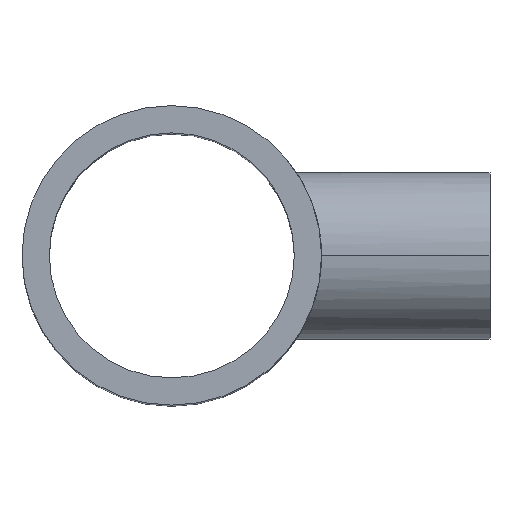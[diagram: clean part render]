
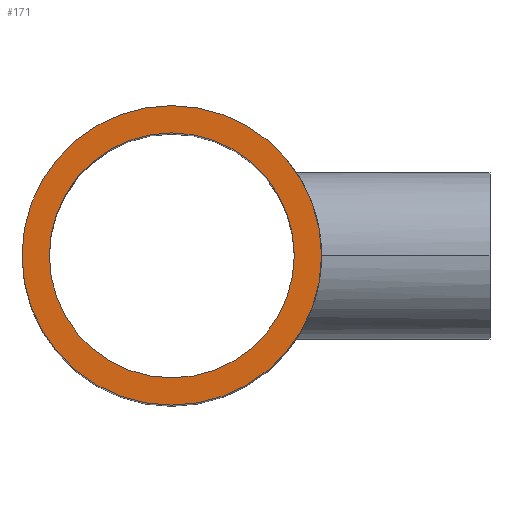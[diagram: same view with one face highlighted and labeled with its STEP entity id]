
A CAD part, top view. The second image highlights one B-rep face of the part: STEP entity #171.
In plain terms, the highlighted planar face has unit normal (0, 0, 1).
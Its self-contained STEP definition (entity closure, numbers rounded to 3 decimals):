
#8 = CARTESIAN_POINT ( 'NONE',  ( -112.5, 0., 263.5 ) ) ;
#16 = EDGE_CURVE ( 'NONE', #508, #194, #423, .T. ) ;
#33 = DIRECTION ( 'NONE',  ( 1., 0., 0. ) ) ;
#56 = DIRECTION ( 'NONE',  ( 1., 0., 0. ) ) ;
#74 = VERTEX_POINT ( 'NONE', #260 ) ;
#79 = EDGE_LOOP ( 'NONE', ( #299, #610 ) ) ;
#88 = DIRECTION ( 'NONE',  ( 0., 0., 1. ) ) ;
#122 = DIRECTION ( 'NONE',  ( 0., 0., 1. ) ) ;
#135 = FACE_OUTER_BOUND ( 'NONE', #79, .T. ) ;
#147 = CIRCLE ( 'NONE', #239, 92. ) ;
#152 = CARTESIAN_POINT ( 'NONE',  ( 0., 0., 263.5 ) ) ;
#160 = AXIS2_PLACEMENT_3D ( 'NONE', #254, #88, #33 ) ;
#171 = ADVANCED_FACE ( 'NONE', ( #135, #618 ), #613, .T. ) ;
#194 = VERTEX_POINT ( 'NONE', #8 ) ;
#218 = CIRCLE ( 'NONE', #302, 92. ) ;
#228 = CARTESIAN_POINT ( 'NONE',  ( 0., 0., 263.5 ) ) ;
#239 = AXIS2_PLACEMENT_3D ( 'NONE', #228, #122, #56 ) ;
#254 = CARTESIAN_POINT ( 'NONE',  ( 0., 0., 263.5 ) ) ;
#260 = CARTESIAN_POINT ( 'NONE',  ( -92., 0., 263.5 ) ) ;
#261 = DIRECTION ( 'NONE',  ( 0., 0., 1. ) ) ;
#291 = ORIENTED_EDGE ( 'NONE', *, *, #460, .F. ) ;
#299 = ORIENTED_EDGE ( 'NONE', *, *, #514, .T. ) ;
#302 = AXIS2_PLACEMENT_3D ( 'NONE', #661, #398, #512 ) ;
#320 = AXIS2_PLACEMENT_3D ( 'NONE', #152, #261, #533 ) ;
#375 = AXIS2_PLACEMENT_3D ( 'NONE', #458, #455, #623 ) ;
#398 = DIRECTION ( 'NONE',  ( 0., 0., 1. ) ) ;
#423 = CIRCLE ( 'NONE', #160, 112.5 ) ;
#431 = CIRCLE ( 'NONE', #320, 112.5 ) ;
#440 = CARTESIAN_POINT ( 'NONE',  ( 92., 0., 263.5 ) ) ;
#455 = DIRECTION ( 'NONE',  ( 0., 0., 1. ) ) ;
#458 = CARTESIAN_POINT ( 'NONE',  ( 0., 0., 263.5 ) ) ;
#460 = EDGE_CURVE ( 'NONE', #653, #74, #218, .T. ) ;
#508 = VERTEX_POINT ( 'NONE', #523 ) ;
#512 = DIRECTION ( 'NONE',  ( 1., 0., 0. ) ) ;
#514 = EDGE_CURVE ( 'NONE', #194, #508, #431, .T. ) ;
#523 = CARTESIAN_POINT ( 'NONE',  ( 112.5, 0., 263.5 ) ) ;
#533 = DIRECTION ( 'NONE',  ( 1., 0., 0. ) ) ;
#593 = EDGE_CURVE ( 'NONE', #74, #653, #147, .T. ) ;
#607 = EDGE_LOOP ( 'NONE', ( #686, #291 ) ) ;
#610 = ORIENTED_EDGE ( 'NONE', *, *, #16, .T. ) ;
#613 = PLANE ( 'NONE',  #375 ) ;
#618 = FACE_BOUND ( 'NONE', #607, .T. ) ;
#623 = DIRECTION ( 'NONE',  ( 1., 0., 0. ) ) ;
#653 = VERTEX_POINT ( 'NONE', #440 ) ;
#661 = CARTESIAN_POINT ( 'NONE',  ( 0., 0., 263.5 ) ) ;
#686 = ORIENTED_EDGE ( 'NONE', *, *, #593, .F. ) ;
